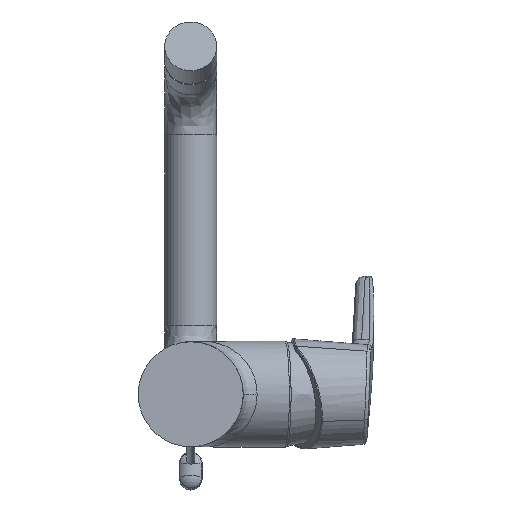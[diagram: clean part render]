
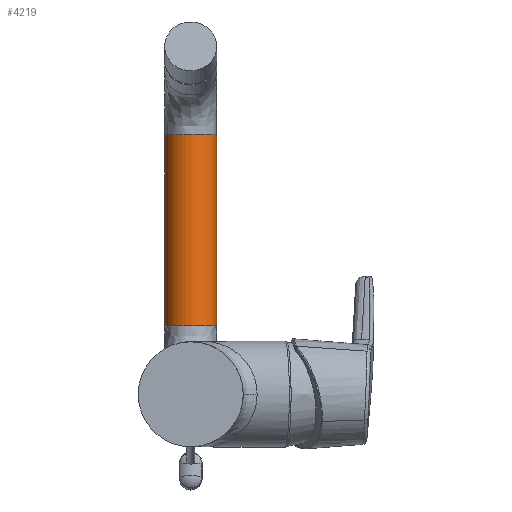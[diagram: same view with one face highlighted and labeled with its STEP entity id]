
A CAD part, front view. The second image highlights one B-rep face of the part: STEP entity #4219.
In plain terms, the highlighted cylindrical face has radius 11.4 mm (diameter 22.8 mm), a full revolution.
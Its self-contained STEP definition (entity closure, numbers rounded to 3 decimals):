
#1637 = DIRECTION ( 'NONE',  ( 0., 0., -1. ) ) ;
#2434 = DIRECTION ( 'NONE',  ( 0., 1., 0. ) ) ;
#4219 = ADVANCED_FACE ( 'NONE', ( #4694, #4672 ), #4442, .T. ) ;
#4442 = CYLINDRICAL_SURFACE ( 'NONE', #11578, 11.4 ) ;
#4672 = FACE_OUTER_BOUND ( 'NONE', #5990, .T. ) ;
#4694 = FACE_OUTER_BOUND ( 'NONE', #5971, .T. ) ;
#5504 = CARTESIAN_POINT ( 'NONE',  ( 0., 250.6, 30. ) ) ;
#5971 = EDGE_LOOP ( 'NONE', ( #17633 ) ) ;
#5990 = EDGE_LOOP ( 'NONE', ( #18071 ) ) ;
#6182 = CARTESIAN_POINT ( 'NONE',  ( 0., 239.2, 113.669 ) ) ;
#7010 = DIRECTION ( 'NONE',  ( 0., 0., -1. ) ) ;
#7630 = CARTESIAN_POINT ( 'NONE',  ( 0., 239.2, 113.669 ) ) ;
#7738 = AXIS2_PLACEMENT_3D ( 'NONE', #7630, #18036, #9143 ) ;
#9143 = DIRECTION ( 'NONE',  ( 0., 1., 0. ) ) ;
#9861 = EDGE_CURVE ( 'NONE', #17212, #17212, #19012, .T. ) ;
#10635 = EDGE_CURVE ( 'NONE', #17194, #17194, #18978, .T. ) ;
#11578 = AXIS2_PLACEMENT_3D ( 'NONE', #6182, #1637, #2434 ) ;
#11788 = AXIS2_PLACEMENT_3D ( 'NONE', #15942, #7010, #17436 ) ;
#14512 = CARTESIAN_POINT ( 'NONE',  ( 0., 250.6, 113.669 ) ) ;
#15942 = CARTESIAN_POINT ( 'NONE',  ( 0., 239.2, 30. ) ) ;
#17194 = VERTEX_POINT ( 'NONE', #5504 ) ;
#17212 = VERTEX_POINT ( 'NONE', #14512 ) ;
#17436 = DIRECTION ( 'NONE',  ( 0., 1., 0. ) ) ;
#17633 = ORIENTED_EDGE ( 'NONE', *, *, #10635, .F. ) ;
#18036 = DIRECTION ( 'NONE',  ( 0., 0., -1. ) ) ;
#18071 = ORIENTED_EDGE ( 'NONE', *, *, #9861, .T. ) ;
#18978 = CIRCLE ( 'NONE', #11788, 11.4 ) ;
#19012 = CIRCLE ( 'NONE', #7738, 11.4 ) ;
